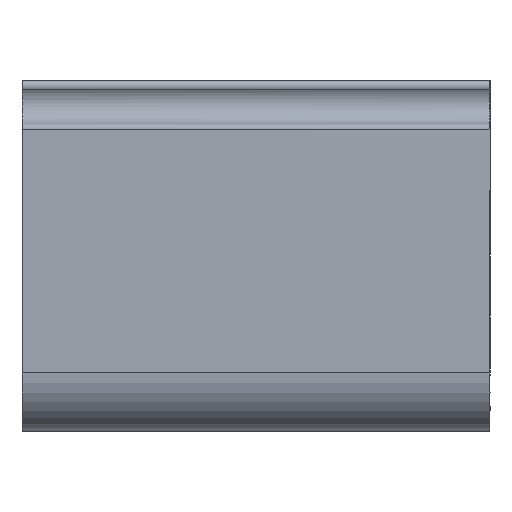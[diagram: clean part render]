
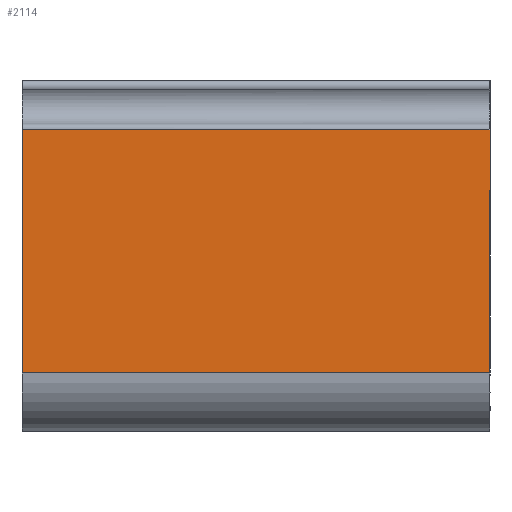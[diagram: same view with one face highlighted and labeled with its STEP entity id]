
A CAD part, left-side view. The second image highlights one B-rep face of the part: STEP entity #2114.
In plain terms, the highlighted planar face has unit normal (-1, 0, 0).
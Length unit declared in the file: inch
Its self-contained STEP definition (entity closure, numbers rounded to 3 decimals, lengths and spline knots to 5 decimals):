
#350 = LINE ( 'NONE', #1227, #13184 ) ;
#455 = AXIS2_PLACEMENT_3D ( 'NONE', #2273, #24198, #26323 ) ;
#537 = ORIENTED_EDGE ( 'NONE', *, *, #4460, .T. ) ;
#631 = CARTESIAN_POINT ( 'NONE',  ( -2.13813, 1.65495, -1.08031 ) ) ;
#1227 = CARTESIAN_POINT ( 'NONE',  ( -2.13813, 1.65495, -2.12047 ) ) ;
#2114 = ADVANCED_FACE ( 'NONE', ( #22276 ), #10897, .T. ) ;
#2194 = CARTESIAN_POINT ( 'NONE',  ( -2.13813, -0.34505, -2.12047 ) ) ;
#2273 = CARTESIAN_POINT ( 'NONE',  ( -2.13813, 1.65495, -2.12047 ) ) ;
#3016 = CARTESIAN_POINT ( 'NONE',  ( -2.13813, 0.65495, -2.12047 ) ) ;
#3507 = VECTOR ( 'NONE', #22917, 39.37008 ) ;
#4460 = EDGE_CURVE ( 'NONE', #12682, #17348, #20825, .T. ) ;
#5712 = DIRECTION ( 'NONE',  ( 0., 0., -1. ) ) ;
#9061 = VECTOR ( 'NONE', #28589, 39.37008 ) ;
#10897 = PLANE ( 'NONE',  #455 ) ;
#12630 = CARTESIAN_POINT ( 'NONE',  ( -2.13813, -0.34505, -1.08031 ) ) ;
#12682 = VERTEX_POINT ( 'NONE', #12630 ) ;
#13096 = VECTOR ( 'NONE', #23417, 39.37008 ) ;
#13184 = VECTOR ( 'NONE', #5712, 39.37008 ) ;
#13437 = EDGE_LOOP ( 'NONE', ( #19740, #537, #26034, #18587 ) ) ;
#14035 = VERTEX_POINT ( 'NONE', #2194 ) ;
#14490 = CARTESIAN_POINT ( 'NONE',  ( -2.13813, -0.34505, -1.60039 ) ) ;
#14583 = VERTEX_POINT ( 'NONE', #17332 ) ;
#17332 = CARTESIAN_POINT ( 'NONE',  ( -2.13813, 1.65495, -2.12047 ) ) ;
#17348 = VERTEX_POINT ( 'NONE', #631 ) ;
#17397 = CARTESIAN_POINT ( 'NONE',  ( -2.13813, 0.65495, -1.08031 ) ) ;
#18587 = ORIENTED_EDGE ( 'NONE', *, *, #28063, .T. ) ;
#19740 = ORIENTED_EDGE ( 'NONE', *, *, #20013, .T. ) ;
#20013 = EDGE_CURVE ( 'NONE', #14035, #12682, #25479, .T. ) ;
#20825 = LINE ( 'NONE', #17397, #9061 ) ;
#22276 = FACE_OUTER_BOUND ( 'NONE', #13437, .T. ) ;
#22917 = DIRECTION ( 'NONE',  ( 0., -1., 0. ) ) ;
#23417 = DIRECTION ( 'NONE',  ( 0., 0., 1. ) ) ;
#24198 = DIRECTION ( 'NONE',  ( -1., 0., 0. ) ) ;
#25479 = LINE ( 'NONE', #14490, #13096 ) ;
#25940 = LINE ( 'NONE', #3016, #3507 ) ;
#26034 = ORIENTED_EDGE ( 'NONE', *, *, #28682, .T. ) ;
#26323 = DIRECTION ( 'NONE',  ( 0., -1., 0. ) ) ;
#28063 = EDGE_CURVE ( 'NONE', #14583, #14035, #25940, .T. ) ;
#28589 = DIRECTION ( 'NONE',  ( 0., 1., 0. ) ) ;
#28682 = EDGE_CURVE ( 'NONE', #17348, #14583, #350, .T. ) ;
